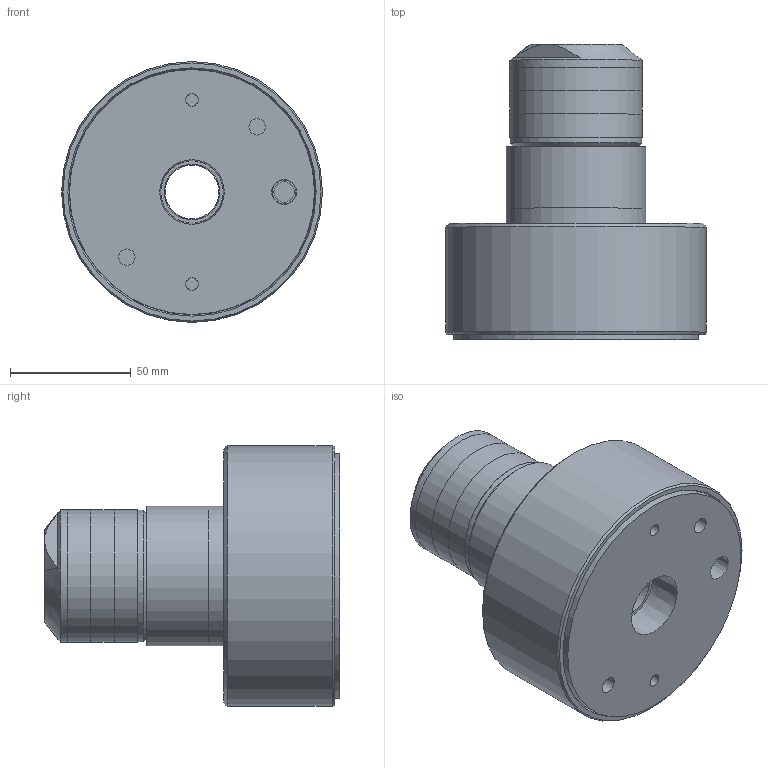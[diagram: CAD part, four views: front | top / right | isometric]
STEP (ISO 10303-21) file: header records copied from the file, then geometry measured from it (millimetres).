
FILE_DESCRIPTION (( 'STEP AP214' ), '1' );
FILE_NAME ('CTSC-001896.STEP', '2026-02-02T13:28:43', ( '' ), ( '' ), 'SwSTEP 2.0', 'SolidWorks 2023', '' );
FILE_SCHEMA (( 'AUTOMOTIVE_DESIGN' ));
Length unit declared in the file: millimetre
Products named in the file (1): CTSC-001896
Bounding box: 107.95 x 122.25 x 107.95 mm (x, y, z)
Volume: 560408.8 mm3; surface area: 95667.5 mm2
Topology: 8 solids, 8 shells, 80 faces, 145 edges, 94 vertices
Faces by surface type: plane 38, cylinder 29, cone 10, torus 3
Full cylindrical faces by diameter (mm): 5.105 x2, 6.747 x2, 8.433 x1, 22.352 x1, 23.012 x1, 29.766 x2, 31.75 x1, 37.973 x3, 38.049 x1, 38.354 x3, 42.52 x1, 42.875 x1, 54.737 x5, 57.937 x2, 101.397 x1, 101.6 x1, 107.95 x1
Entity records: 2452 total; most frequent: CARTESIAN_POINT 352, DIRECTION 324, ORIENTED_EDGE 190, AXIS2_PLACEMENT_3D 157, EDGE_LOOP 148, FACE_OUTER_BOUND 109, EDGE_CURVE 95, VERTEX_POINT 85
